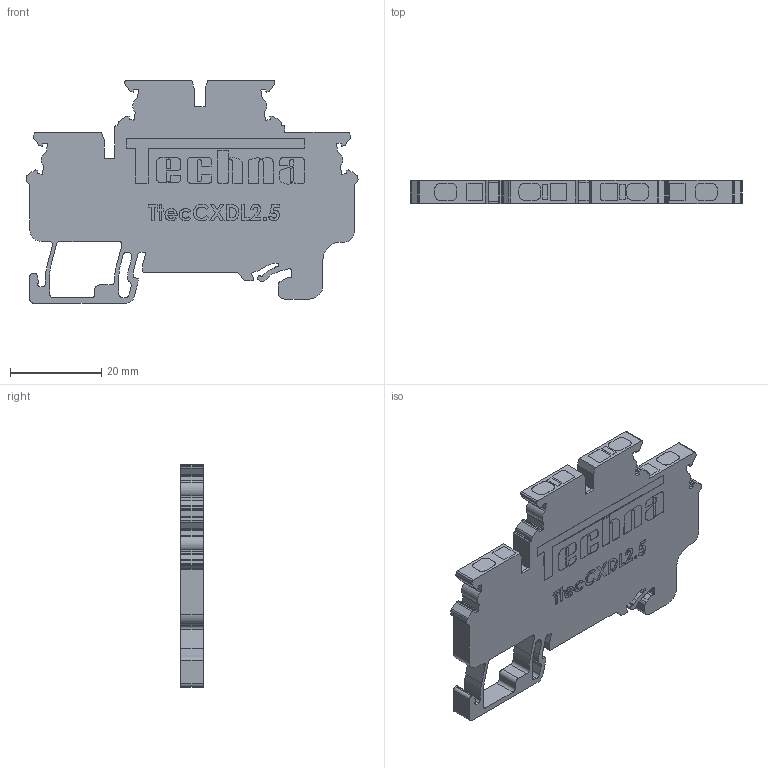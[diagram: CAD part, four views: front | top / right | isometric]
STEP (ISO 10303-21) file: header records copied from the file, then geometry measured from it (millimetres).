
FILE_DESCRIPTION (( 'STEP AP214' ), '1' );
FILE_NAME ('TtecCXDL2.5.STEP', '2020-07-21T13:11:05', ( '' ), ( '' ), 'SwSTEP 2.0', 'SolidWorks 2020', '' );
FILE_SCHEMA (( 'AUTOMOTIVE_DESIGN' ));
Length unit declared in the file: millimetre
Products named in the file (1): TtecCXDL2.5
Bounding box: 72.7 x 5 x 48.7 mm (x, y, z)
Volume: 11933.7 mm3; surface area: 6924.9 mm2
Topology: 1 solids, 1 shells, 869 faces, 2445 edges, 1630 vertices
Faces by surface type: plane 483, cylinder 290, bspline 96
Entity records: 39170 total; most frequent: CARTESIAN_POINT 10929, ORIENTED_EDGE 4890, DIRECTION 4381, EDGE_CURVE 2445, VECTOR 1673, LINE 1673, VERTEX_POINT 1630, AXIS2_PLACEMENT_3D 1354
